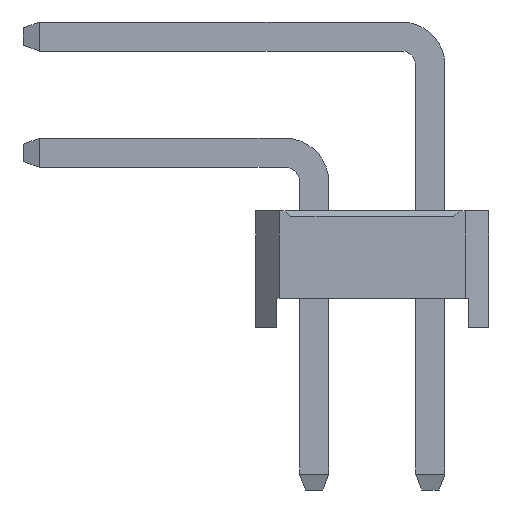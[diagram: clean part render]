
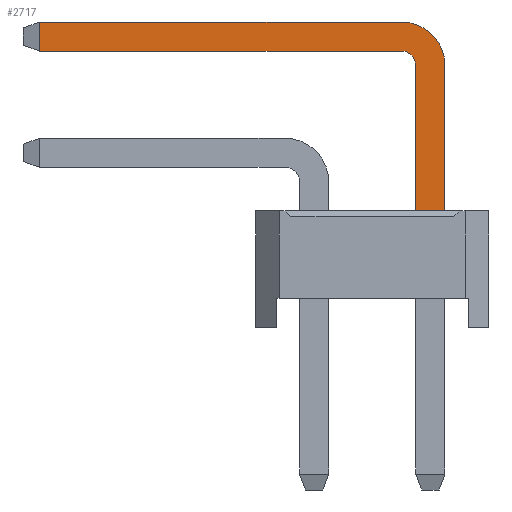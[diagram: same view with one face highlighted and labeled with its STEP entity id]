
A CAD part, left-side view. The second image highlights one B-rep face of the part: STEP entity #2717.
In plain terms, the highlighted planar face has unit normal (-1, 0, 0).
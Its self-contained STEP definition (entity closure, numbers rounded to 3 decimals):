
#2717=ADVANCED_FACE('',(#11753),#11755,.T.);
#11753=FACE_BOUND('',#11754,.T.);
#11754=EDGE_LOOP('',(#19069,#19070,#19071,#19072,#19073,#19074,#19075,#19076));
#11755=PLANE('',#11756);
#11756=AXIS2_PLACEMENT_3D('',#11757,#11758,#11759);
#11757=CARTESIAN_POINT('',(-0.25,-1.75,-2.8));
#11758=DIRECTION('',(-1.,0.,0.));
#11759=DIRECTION('',(0.,-1.,0.));
#19069=ORIENTED_EDGE('',*,*,#23571,.F.);
#19070=ORIENTED_EDGE('',*,*,#23572,.F.);
#19071=ORIENTED_EDGE('',*,*,#23573,.F.);
#19072=ORIENTED_EDGE('',*,*,#23574,.F.);
#19073=ORIENTED_EDGE('',*,*,#22437,.T.);
#19074=ORIENTED_EDGE('',*,*,#23570,.T.);
#19075=ORIENTED_EDGE('',*,*,#23575,.T.);
#19076=ORIENTED_EDGE('',*,*,#23576,.T.);
#22437=EDGE_CURVE('',#25255,#25253,#25256,.T.);
#23570=EDGE_CURVE('',#25253,#27198,#27200,.T.);
#23571=EDGE_CURVE('',#27201,#27202,#27203,.T.);
#23572=EDGE_CURVE('',#27204,#27201,#27205,.T.);
#23573=EDGE_CURVE('',#27206,#27204,#27207,.T.);
#23574=EDGE_CURVE('',#25255,#27206,#27208,.T.);
#23575=EDGE_CURVE('',#27198,#27209,#27210,.T.);
#23576=EDGE_CURVE('',#27209,#27202,#27211,.T.);
#25253=VERTEX_POINT('',#29926);
#25255=VERTEX_POINT('',#29930);
#25256=LINE('',#29931,#29932);
#27198=VERTEX_POINT('',#34211);
#27200=LINE('',#34215,#34216);
#27201=VERTEX_POINT('',#34218);
#27202=VERTEX_POINT('',#34219);
#27203=LINE('',#34220,#34221);
#27204=VERTEX_POINT('',#34223);
#27205=LINE('',#34224,#34225);
#27206=VERTEX_POINT('',#34227);
#27207=CIRCLE('',#34228,0.25);
#27208=LINE('',#34232,#34233);
#27209=VERTEX_POINT('',#34235);
#27210=CIRCLE('',#34236,0.75);
#27211=LINE('',#34240,#34241);
#29926=CARTESIAN_POINT('',(-0.25,-2.25,2.));
#29930=CARTESIAN_POINT('',(-0.25,-1.75,2.));
#29931=CARTESIAN_POINT('',(-0.25,-1.75,2.));
#29932=VECTOR('',#29933,1.);
#29933=DIRECTION('',(0.,-1.,0.));
#34211=CARTESIAN_POINT('',(-0.25,-2.25,4.5));
#34215=CARTESIAN_POINT('',(-0.25,-2.25,2.));
#34216=VECTOR('',#34217,1.);
#34217=DIRECTION('',(0.,0.,1.));
#34218=CARTESIAN_POINT('',(-0.25,4.725,4.75));
#34219=CARTESIAN_POINT('',(-0.25,4.725,5.25));
#34220=CARTESIAN_POINT('',(-0.25,4.725,4.75));
#34221=VECTOR('',#34222,1.);
#34222=DIRECTION('',(0.,0.,1.));
#34223=CARTESIAN_POINT('',(-0.25,-1.5,4.75));
#34224=CARTESIAN_POINT('',(-0.25,-1.5,4.75));
#34225=VECTOR('',#34226,1.);
#34226=DIRECTION('',(0.,1.,0.));
#34227=CARTESIAN_POINT('',(-0.25,-1.75,4.5));
#34228=AXIS2_PLACEMENT_3D('',#34229,#34230,#34231);
#34229=CARTESIAN_POINT('',(-0.25,-1.5,4.5));
#34230=DIRECTION('',(-1.,-0.,0.));
#34231=DIRECTION('',(0.,-1.,0.));
#34232=CARTESIAN_POINT('',(-0.25,-1.75,2.));
#34233=VECTOR('',#34234,1.);
#34234=DIRECTION('',(0.,0.,1.));
#34235=CARTESIAN_POINT('',(-0.25,-1.5,5.25));
#34236=AXIS2_PLACEMENT_3D('',#34237,#34238,#34239);
#34237=CARTESIAN_POINT('',(-0.25,-1.5,4.5));
#34238=DIRECTION('',(-1.,-0.,0.));
#34239=DIRECTION('',(0.,-1.,0.));
#34240=CARTESIAN_POINT('',(-0.25,-1.5,5.25));
#34241=VECTOR('',#34242,1.);
#34242=DIRECTION('',(0.,1.,0.));
